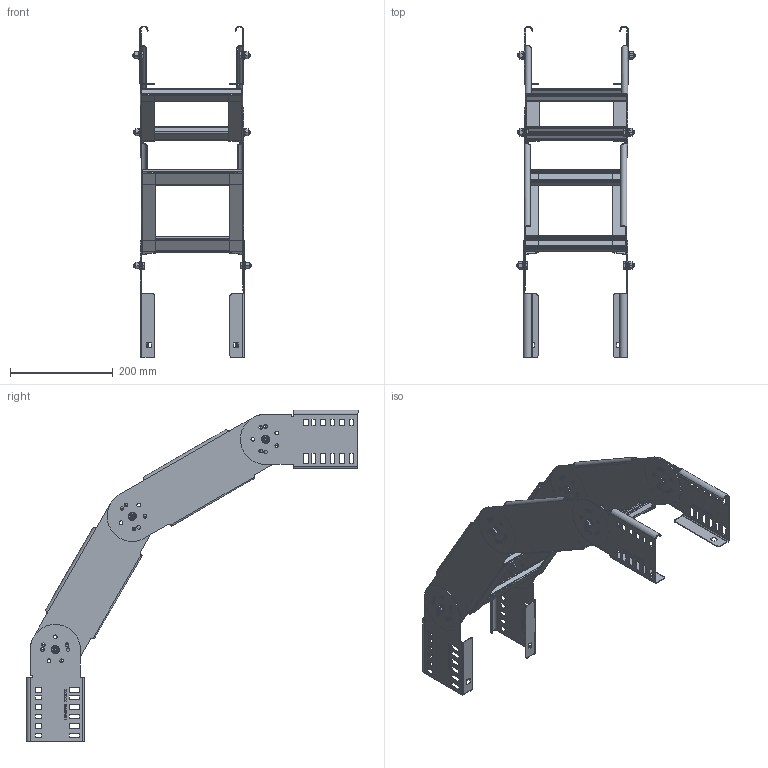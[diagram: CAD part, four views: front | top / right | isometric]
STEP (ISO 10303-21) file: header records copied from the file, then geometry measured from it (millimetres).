
FILE_DESCRIPTION((''),'2;1');
FILE_NAME('6218822_ASM','2013-01-08T',('AndreasKeweloh'),(''),'PRO/ENGINEER BY PARAMETRIC TECHNOLOGY CORPORATION, 2012230','PRO/ENGINEER BY PARAMETRIC TECHNOLOGY CORPORATION, 2012230','');
FILE_SCHEMA(('CONFIG_CONTROL_DESIGN'));
Length unit declared in the file: millimetre
Products named in the file (10): 6218822_SEITE; 6218822_SPRO; 6218822_GELENKBOGENELE_ASM; 6218822_GELENK1; 6218822_GELENK2; 034542_M8; 011423_HEXAGON_NUT_ISO_4032_-_M; 009241_DIN_6798-A8_4; 011421_WASHER_DIN_125_-_A_8_4; 6218822_ASM
Assembly tree (34 placements, depth 3):
  6218822_ASM
    6218822_GELENKBOGENELE_ASM  x2
      6218822_SEITE
      6218822_SPRO
    6218822_GELENK1  x2
    6218822_GELENK2  x2
    034542_M8  x6
    011423_HEXAGON_NUT_ISO_4032_-_M  x6
    009241_DIN_6798-A8_4  x6
    011421_WASHER_DIN_125_-_A_8_4  x6
Bounding box: 230.5 x 646.82 x 646.82 mm (x, y, z)
Volume: 522662 mm3; surface area: 710689.4 mm2
Topology: 36 solids, 36 shells, 2452 faces, 6652 edges, 4166 vertices
Faces by surface type: plane 1262, cylinder 630, bspline 208, extrusion 196, cone 144, torus 12
Entity records: 32642 total; most frequent: CARTESIAN_POINT 10300, ORIENTED_EDGE 4726, DIRECTION 4240, EDGE_CURVE 2363, VECTOR 1632, VERTEX_POINT 1537, LINE 1534, AXIS2_PLACEMENT_3D 1304
